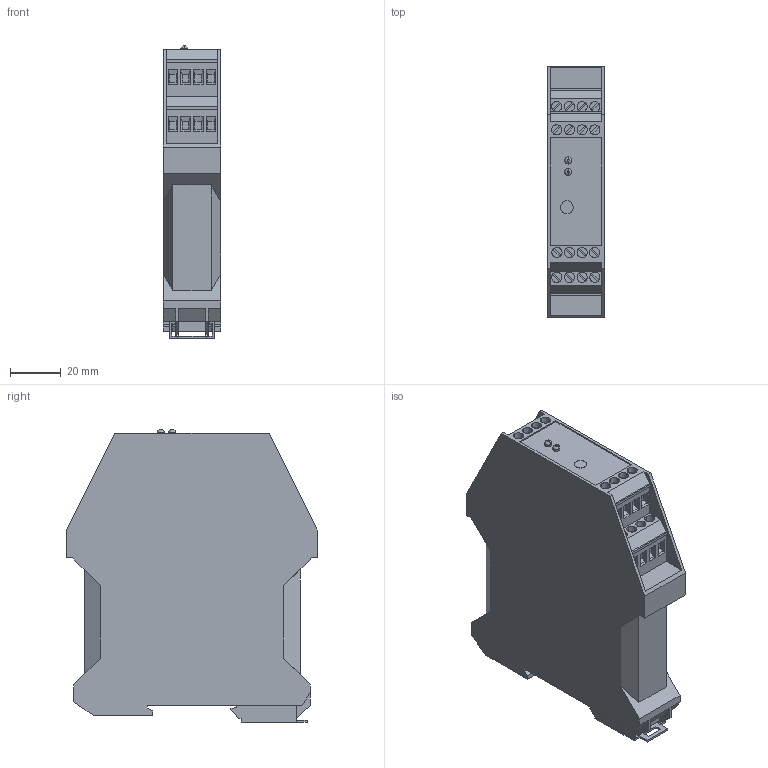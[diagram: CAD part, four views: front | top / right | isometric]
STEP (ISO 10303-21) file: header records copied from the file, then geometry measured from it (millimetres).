
FILE_DESCRIPTION(('Creo Elements/Direct Modeling STEP Export'),'2;1');
FILE_NAME('model.stp','2018-08-13T15:37:05',(''),(''),'Creo Elements/Direct Modeling STEP processor for AP214 (Solid Model)','Creo Elements/Direct Modeling 18.1I 14-Aug-2016 (C) Parametric Technology GmbH','');
FILE_SCHEMA(('AUTOMOTIVE_DESIGN { 1 0 10303 214 1 1 1 1 }'));
Length unit declared in the file: millimetre
Products named in the file (2): MCR-S-1_5-UI-SW-DCI-22.5-select
Assembly tree (1 placements, depth 2):
  MCR-S-1_5-UI-SW-DCI-22.5-select
    MCR-S-1_5-UI-SW-DCI-22.5-select
Bounding box: 22.6 x 99 x 114.83 mm (x, y, z)
Volume: 199382.8 mm3; surface area: 32764.4 mm2
Topology: 1 solids, 1 shells, 458 faces, 1210 edges, 788 vertices
Faces by surface type: plane 416, cylinder 38, torus 4
Entity records: 16910 total; most frequent: ORIENTED_EDGE 2420, CARTESIAN_POINT 2308, DIRECTION 2011, EDGE_CURVE 1210, VECTOR 1029, LINE 1029, VERTEX_POINT 788, EDGE_LOOP 496
